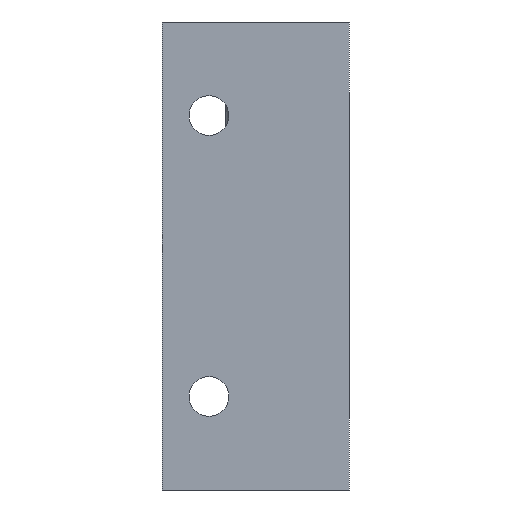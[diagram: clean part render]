
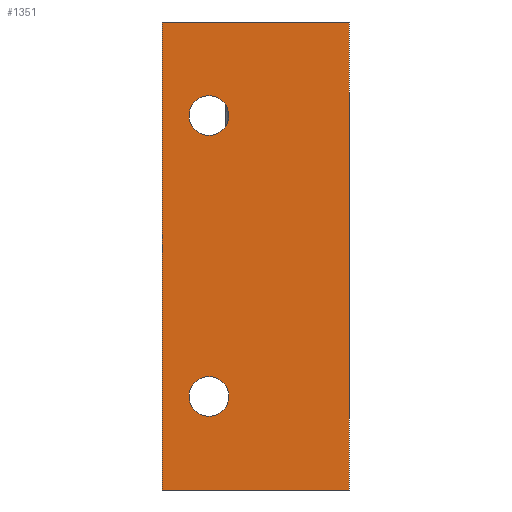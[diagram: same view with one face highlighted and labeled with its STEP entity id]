
A CAD part, left-side view. The second image highlights one B-rep face of the part: STEP entity #1351.
In plain terms, the highlighted planar face has unit normal (-1, 0, 0).
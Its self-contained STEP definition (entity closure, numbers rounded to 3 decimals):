
#383 = EDGE_CURVE('',#384,#386,#388,.T.);
#384 = VERTEX_POINT('',#385);
#385 = CARTESIAN_POINT('',(-98.25,8.,-20.));
#386 = VERTEX_POINT('',#387);
#387 = CARTESIAN_POINT('',(-98.25,-8.,-20.));
#388 = LINE('',#389,#390);
#389 = CARTESIAN_POINT('',(-98.25,0.,-20.));
#390 = VECTOR('',#391,1.);
#391 = DIRECTION('',(0.,-1.,0.));
#519 = VERTEX_POINT('',#520);
#520 = CARTESIAN_POINT('',(-98.25,8.,20.));
#526 = EDGE_CURVE('',#519,#527,#529,.T.);
#527 = VERTEX_POINT('',#528);
#528 = CARTESIAN_POINT('',(-98.25,-8.,20.));
#529 = LINE('',#530,#531);
#530 = CARTESIAN_POINT('',(-98.25,0.,20.));
#531 = VECTOR('',#532,1.);
#532 = DIRECTION('',(0.,-1.,0.));
#1351 = ADVANCED_FACE('',(#1352,#1368,#1379),#1390,.T.);
#1352 = FACE_BOUND('',#1353,.T.);
#1353 = EDGE_LOOP('',(#1354,#1355,#1361,#1362));
#1354 = ORIENTED_EDGE('',*,*,#526,.F.);
#1355 = ORIENTED_EDGE('',*,*,#1356,.T.);
#1356 = EDGE_CURVE('',#519,#384,#1357,.T.);
#1357 = LINE('',#1358,#1359);
#1358 = CARTESIAN_POINT('',(-98.25,8.,20.));
#1359 = VECTOR('',#1360,1.);
#1360 = DIRECTION('',(0.,0.,-1.));
#1361 = ORIENTED_EDGE('',*,*,#383,.T.);
#1362 = ORIENTED_EDGE('',*,*,#1363,.F.);
#1363 = EDGE_CURVE('',#527,#386,#1364,.T.);
#1364 = LINE('',#1365,#1366);
#1365 = CARTESIAN_POINT('',(-98.25,-8.,20.));
#1366 = VECTOR('',#1367,1.);
#1367 = DIRECTION('',(0.,0.,-1.));
#1368 = FACE_BOUND('',#1369,.T.);
#1369 = EDGE_LOOP('',(#1370));
#1370 = ORIENTED_EDGE('',*,*,#1371,.F.);
#1371 = EDGE_CURVE('',#1372,#1372,#1374,.T.);
#1372 = VERTEX_POINT('',#1373);
#1373 = CARTESIAN_POINT('',(-98.25,5.7,12.));
#1374 = CIRCLE('',#1375,1.7);
#1375 = AXIS2_PLACEMENT_3D('',#1376,#1377,#1378);
#1376 = CARTESIAN_POINT('',(-98.25,4.,12.));
#1377 = DIRECTION('',(-1.,0.,0.));
#1378 = DIRECTION('',(0.,1.,0.));
#1379 = FACE_BOUND('',#1380,.T.);
#1380 = EDGE_LOOP('',(#1381));
#1381 = ORIENTED_EDGE('',*,*,#1382,.F.);
#1382 = EDGE_CURVE('',#1383,#1383,#1385,.T.);
#1383 = VERTEX_POINT('',#1384);
#1384 = CARTESIAN_POINT('',(-98.25,5.7,-12.));
#1385 = CIRCLE('',#1386,1.7);
#1386 = AXIS2_PLACEMENT_3D('',#1387,#1388,#1389);
#1387 = CARTESIAN_POINT('',(-98.25,4.,-12.));
#1388 = DIRECTION('',(-1.,0.,0.));
#1389 = DIRECTION('',(0.,1.,0.));
#1390 = PLANE('',#1391);
#1391 = AXIS2_PLACEMENT_3D('',#1392,#1393,#1394);
#1392 = CARTESIAN_POINT('',(-98.25,0.,0.));
#1393 = DIRECTION('',(-1.,0.,0.));
#1394 = DIRECTION('',(0.,1.,0.));
